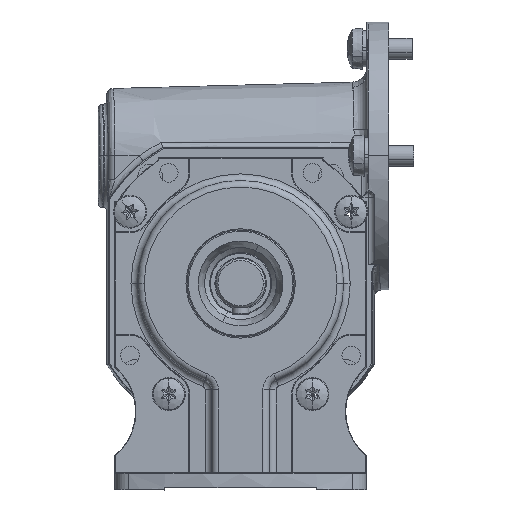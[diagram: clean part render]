
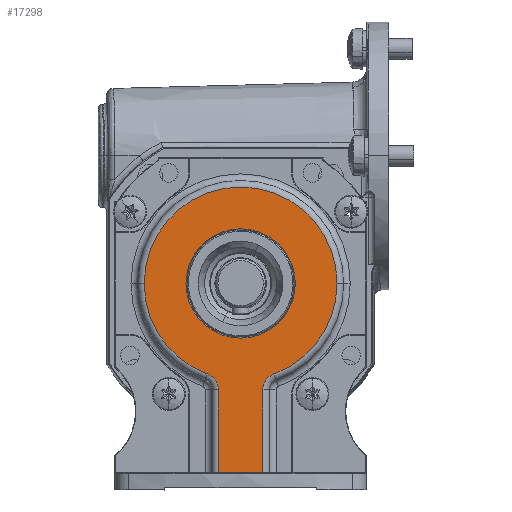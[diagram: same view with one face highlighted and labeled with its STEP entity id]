
A CAD part, top view. The second image highlights one B-rep face of the part: STEP entity #17298.
In plain terms, the highlighted planar face has unit normal (0, 0, 1).
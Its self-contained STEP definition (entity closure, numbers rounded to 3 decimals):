
#1101 = FACE_OUTER_BOUND ( 'NONE', #2427, .T. ) ;
#1110 = FACE_BOUND ( 'NONE', #2423, .T. ) ;
#2423 = EDGE_LOOP ( 'NONE', ( #25602, #25601 ) ) ;
#2427 = EDGE_LOOP ( 'NONE', ( #25600, #25599, #25598, #25597, #25596, #25595, #25594, #25593 ) ) ;
#7071 = CIRCLE ( 'NONE', #13094, 23.4 ) ;
#7075 = CIRCLE ( 'NONE', #13242, 4.1 ) ;
#7154 = CIRCLE ( 'NONE', #13272, 4.1 ) ;
#7288 = LINE ( 'NONE', #24230, #7290 ) ;
#7290 = VECTOR ( 'NONE', #24243, 1000. ) ;
#7293 = CIRCLE ( 'NONE', #13218, 13.264 ) ;
#7303 = LINE ( 'NONE', #24324, #7306 ) ;
#7306 = VECTOR ( 'NONE', #24326, 1000. ) ;
#7445 = LINE ( 'NONE', #24867, #7448 ) ;
#7448 = VECTOR ( 'NONE', #24860, 1000. ) ;
#7741 = CIRCLE ( 'NONE', #13005, 13.264 ) ;
#7767 = CIRCLE ( 'NONE', #12992, 23.4 ) ;
#7768 = CIRCLE ( 'NONE', #12988, 23.4 ) ;
#8970 = VERTEX_POINT ( 'NONE', #29401 ) ;
#8980 = VERTEX_POINT ( 'NONE', #29411 ) ;
#8986 = VERTEX_POINT ( 'NONE', #29417 ) ;
#8987 = VERTEX_POINT ( 'NONE', #29418 ) ;
#8989 = VERTEX_POINT ( 'NONE', #29420 ) ;
#9335 = CARTESIAN_POINT ( 'NONE',  ( 13.264, -31., 30.5 ) ) ;
#9341 = CARTESIAN_POINT ( 'NONE',  ( -13.264, -31., 30.5 ) ) ;
#9349 = CARTESIAN_POINT ( 'NONE',  ( -23.4, -31., 30.5 ) ) ;
#9352 = CARTESIAN_POINT ( 'NONE',  ( 23.4, -31., 30.5 ) ) ;
#9355 = CARTESIAN_POINT ( 'NONE',  ( -8.084, -52.959, 30.5 ) ) ;
#11271 = VERTEX_POINT ( 'NONE', #9335 ) ;
#11272 = VERTEX_POINT ( 'NONE', #9341 ) ;
#11280 = VERTEX_POINT ( 'NONE', #9349 ) ;
#11283 = VERTEX_POINT ( 'NONE', #9352 ) ;
#11286 = VERTEX_POINT ( 'NONE', #9355 ) ;
#12988 = AXIS2_PLACEMENT_3D ( 'NONE', #13919, #13920, #13921 ) ;
#12992 = AXIS2_PLACEMENT_3D ( 'NONE', #13889, #13890, #13891 ) ;
#13005 = AXIS2_PLACEMENT_3D ( 'NONE', #13794, #13795, #13796 ) ;
#13094 = AXIS2_PLACEMENT_3D ( 'NONE', #16303, #16304, #16305 ) ;
#13218 = AXIS2_PLACEMENT_3D ( 'NONE', #24283, #24285, #24286 ) ;
#13242 = AXIS2_PLACEMENT_3D ( 'NONE', #16319, #16320, #16321 ) ;
#13272 = AXIS2_PLACEMENT_3D ( 'NONE', #23665, #23666, #23667 ) ;
#13794 = CARTESIAN_POINT ( 'NONE',  ( 0., -31., 30.5 ) ) ;
#13795 = DIRECTION ( 'NONE',  ( 0., 0., -1. ) ) ;
#13796 = DIRECTION ( 'NONE',  ( -1., 0., 0. ) ) ;
#13889 = CARTESIAN_POINT ( 'NONE',  ( 0., -31., 30.5 ) ) ;
#13890 = DIRECTION ( 'NONE',  ( 0., 0., 1. ) ) ;
#13891 = DIRECTION ( 'NONE',  ( -1., 0., 0. ) ) ;
#13919 = CARTESIAN_POINT ( 'NONE',  ( 0., -31., 30.5 ) ) ;
#13920 = DIRECTION ( 'NONE',  ( 0., 0., 1. ) ) ;
#13921 = DIRECTION ( 'NONE',  ( -1., 0., 0. ) ) ;
#16303 = CARTESIAN_POINT ( 'NONE',  ( 0., -31., 30.5 ) ) ;
#16304 = DIRECTION ( 'NONE',  ( 0., 0., 1. ) ) ;
#16305 = DIRECTION ( 'NONE',  ( -1., 0., 0. ) ) ;
#16319 = CARTESIAN_POINT ( 'NONE',  ( -9.5, -56.807, 30.5 ) ) ;
#16320 = DIRECTION ( 'NONE',  ( 0., 0., -1. ) ) ;
#16321 = DIRECTION ( 'NONE',  ( -1., 0., 0. ) ) ;
#17298 = ADVANCED_FACE ( 'NONE', ( #1110, #1101 ), #28293, .F. ) ;
#18270 = AXIS2_PLACEMENT_3D ( 'NONE', #28288, #28297, #28299 ) ;
#23373 = EDGE_CURVE ( 'NONE', #8987, #11283, #7071, .T. ) ;
#23378 = EDGE_CURVE ( 'NONE', #11286, #8986, #7075, .T. ) ;
#23440 = EDGE_CURVE ( 'NONE', #8989, #8987, #7154, .T. ) ;
#23609 = EDGE_CURVE ( 'NONE', #8980, #8989, #7288, .T. ) ;
#23665 = CARTESIAN_POINT ( 'NONE',  ( 9.5, -56.807, 30.5 ) ) ;
#23666 = DIRECTION ( 'NONE',  ( 0., 0., -1. ) ) ;
#23667 = DIRECTION ( 'NONE',  ( -1., 0., 0. ) ) ;
#23681 = EDGE_CURVE ( 'NONE', #11272, #11271, #7293, .T. ) ;
#23699 = EDGE_CURVE ( 'NONE', #8986, #8970, #7303, .T. ) ;
#23902 = EDGE_CURVE ( 'NONE', #8970, #8980, #7445, .T. ) ;
#24230 = CARTESIAN_POINT ( 'NONE',  ( 5.4, -56.807, 30.5 ) ) ;
#24243 = DIRECTION ( 'NONE',  ( 0., 1., 0. ) ) ;
#24283 = CARTESIAN_POINT ( 'NONE',  ( 0., -31., 30.5 ) ) ;
#24285 = DIRECTION ( 'NONE',  ( 0., 0., -1. ) ) ;
#24286 = DIRECTION ( 'NONE',  ( -1., 0., 0. ) ) ;
#24324 = CARTESIAN_POINT ( 'NONE',  ( -5.4, -56.807, 30.5 ) ) ;
#24326 = DIRECTION ( 'NONE',  ( 0., -1., 0. ) ) ;
#24463 = EDGE_CURVE ( 'NONE', #11271, #11272, #7741, .T. ) ;
#24521 = EDGE_CURVE ( 'NONE', #11283, #11280, #7767, .T. ) ;
#24534 = EDGE_CURVE ( 'NONE', #11280, #11286, #7768, .T. ) ;
#24860 = DIRECTION ( 'NONE',  ( 1., 0., 0. ) ) ;
#24867 = CARTESIAN_POINT ( 'NONE',  ( 9.5, -76.9, 30.5 ) ) ;
#25593 = ORIENTED_EDGE ( 'NONE', *, *, #23378, .T. ) ;
#25594 = ORIENTED_EDGE ( 'NONE', *, *, #24534, .T. ) ;
#25595 = ORIENTED_EDGE ( 'NONE', *, *, #24521, .T. ) ;
#25596 = ORIENTED_EDGE ( 'NONE', *, *, #23373, .T. ) ;
#25597 = ORIENTED_EDGE ( 'NONE', *, *, #23440, .T. ) ;
#25598 = ORIENTED_EDGE ( 'NONE', *, *, #23609, .T. ) ;
#25599 = ORIENTED_EDGE ( 'NONE', *, *, #23902, .T. ) ;
#25600 = ORIENTED_EDGE ( 'NONE', *, *, #23699, .T. ) ;
#25601 = ORIENTED_EDGE ( 'NONE', *, *, #23681, .T. ) ;
#25602 = ORIENTED_EDGE ( 'NONE', *, *, #24463, .T. ) ;
#28288 = CARTESIAN_POINT ( 'NONE',  ( 9.5, -56.807, 30.5 ) ) ;
#28293 = PLANE ( 'NONE',  #18270 ) ;
#28297 = DIRECTION ( 'NONE',  ( 0., 0., -1. ) ) ;
#28299 = DIRECTION ( 'NONE',  ( -1., 0., 0. ) ) ;
#29401 = CARTESIAN_POINT ( 'NONE',  ( -5.4, -76.9, 30.5 ) ) ;
#29411 = CARTESIAN_POINT ( 'NONE',  ( 5.4, -76.9, 30.5 ) ) ;
#29417 = CARTESIAN_POINT ( 'NONE',  ( -5.4, -56.807, 30.5 ) ) ;
#29418 = CARTESIAN_POINT ( 'NONE',  ( 8.084, -52.959, 30.5 ) ) ;
#29420 = CARTESIAN_POINT ( 'NONE',  ( 5.4, -56.807, 30.5 ) ) ;
